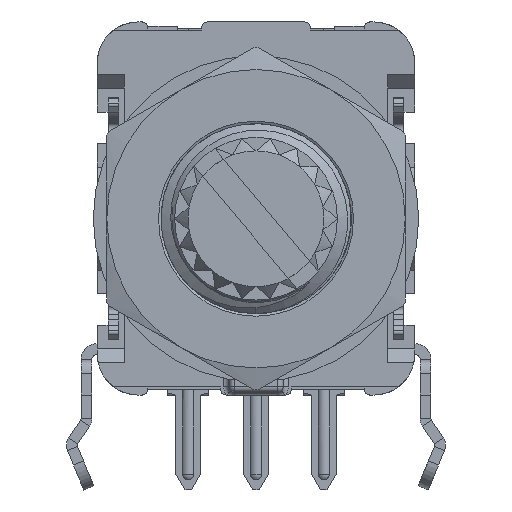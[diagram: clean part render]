
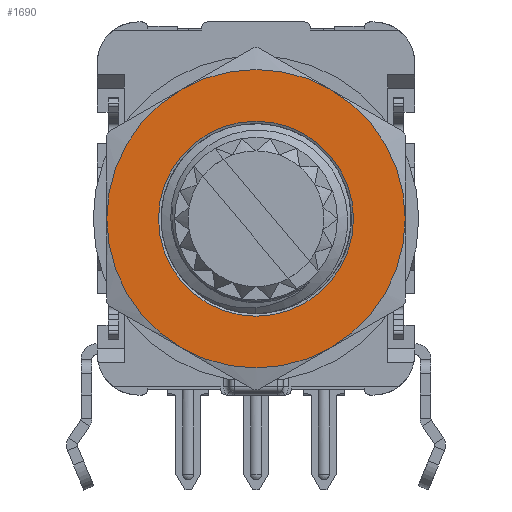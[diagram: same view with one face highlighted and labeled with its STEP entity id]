
A CAD part, front view. The second image highlights one B-rep face of the part: STEP entity #1690.
In plain terms, the highlighted face is planar.
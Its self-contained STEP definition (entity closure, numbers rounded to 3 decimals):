
#1690=ADVANCED_FACE('',(#12859,#12861),#12863,.T.);
#12859=FACE_BOUND('',#12860,.T.);
#12860=EDGE_LOOP('',(#18443,#18444,#18445,#18446,#18447,#18448));
#12861=FACE_BOUND('',#12862,.T.);
#12862=EDGE_LOOP('',(#18449));
#12863=PLANE('',#12864);
#12864=AXIS2_PLACEMENT_3D('',#12865,#12866,#12867);
#12865=CARTESIAN_POINT('',(0.,0.,3.3));
#12866=DIRECTION('',(0.,0.,1.));
#12867=DIRECTION('',(0.,-1.,0.));
#18443=ORIENTED_EDGE('',*,*,#21602,.F.);
#18444=ORIENTED_EDGE('',*,*,#21603,.F.);
#18445=ORIENTED_EDGE('',*,*,#21604,.F.);
#18446=ORIENTED_EDGE('',*,*,#21605,.F.);
#18447=ORIENTED_EDGE('',*,*,#21606,.F.);
#18448=ORIENTED_EDGE('',*,*,#21607,.F.);
#18449=ORIENTED_EDGE('',*,*,#21589,.T.);
#21589=EDGE_CURVE('',#23643,#23643,#23644,.T.);
#21602=EDGE_CURVE('',#23665,#23666,#23667,.T.);
#21603=EDGE_CURVE('',#23668,#23665,#23669,.T.);
#21604=EDGE_CURVE('',#23670,#23668,#23671,.T.);
#21605=EDGE_CURVE('',#23672,#23670,#23673,.T.);
#21606=EDGE_CURVE('',#23674,#23672,#23675,.T.);
#21607=EDGE_CURVE('',#23666,#23674,#23676,.T.);
#23643=VERTEX_POINT('',#29184);
#23644=CIRCLE('',#29185,3.594);
#23665=VERTEX_POINT('',#29691);
#23666=VERTEX_POINT('',#29692);
#23667=CIRCLE('',#29693,5.5);
#23668=VERTEX_POINT('',#29697);
#23669=CIRCLE('',#29698,5.5);
#23670=VERTEX_POINT('',#29702);
#23671=CIRCLE('',#29703,5.5);
#23672=VERTEX_POINT('',#29707);
#23673=CIRCLE('',#29708,5.5);
#23674=VERTEX_POINT('',#29712);
#23675=CIRCLE('',#29713,5.5);
#23676=CIRCLE('',#29717,5.5);
#29184=CARTESIAN_POINT('',(0.,-3.594,3.3));
#29185=AXIS2_PLACEMENT_3D('',#29186,#29187,#29188);
#29186=CARTESIAN_POINT('',(0.,0.,3.3));
#29187=DIRECTION('',(0.,0.,-1.));
#29188=DIRECTION('',(0.,-1.,0.));
#29691=CARTESIAN_POINT('',(5.5,0.,3.3));
#29692=CARTESIAN_POINT('',(2.75,-4.763,3.3));
#29693=AXIS2_PLACEMENT_3D('',#29694,#29695,#29696);
#29694=CARTESIAN_POINT('',(0.,0.,3.3));
#29695=DIRECTION('',(0.,0.,-1.));
#29696=DIRECTION('',(1.,0.,0.));
#29697=CARTESIAN_POINT('',(2.75,4.763,3.3));
#29698=AXIS2_PLACEMENT_3D('',#29699,#29700,#29701);
#29699=CARTESIAN_POINT('',(0.,0.,3.3));
#29700=DIRECTION('',(0.,0.,-1.));
#29701=DIRECTION('',(0.5,0.866,0.));
#29702=CARTESIAN_POINT('',(-2.75,4.763,3.3));
#29703=AXIS2_PLACEMENT_3D('',#29704,#29705,#29706);
#29704=CARTESIAN_POINT('',(0.,0.,3.3));
#29705=DIRECTION('',(0.,0.,-1.));
#29706=DIRECTION('',(-0.5,0.866,0.));
#29707=CARTESIAN_POINT('',(-5.5,0.,3.3));
#29708=AXIS2_PLACEMENT_3D('',#29709,#29710,#29711);
#29709=CARTESIAN_POINT('',(0.,0.,3.3));
#29710=DIRECTION('',(0.,0.,-1.));
#29711=DIRECTION('',(-1.,0.,0.));
#29712=CARTESIAN_POINT('',(-2.75,-4.763,3.3));
#29713=AXIS2_PLACEMENT_3D('',#29714,#29715,#29716);
#29714=CARTESIAN_POINT('',(0.,0.,3.3));
#29715=DIRECTION('',(0.,0.,-1.));
#29716=DIRECTION('',(-0.5,-0.866,0.));
#29717=AXIS2_PLACEMENT_3D('',#29718,#29719,#29720);
#29718=CARTESIAN_POINT('',(0.,0.,3.3));
#29719=DIRECTION('',(0.,0.,-1.));
#29720=DIRECTION('',(0.5,-0.866,0.));
